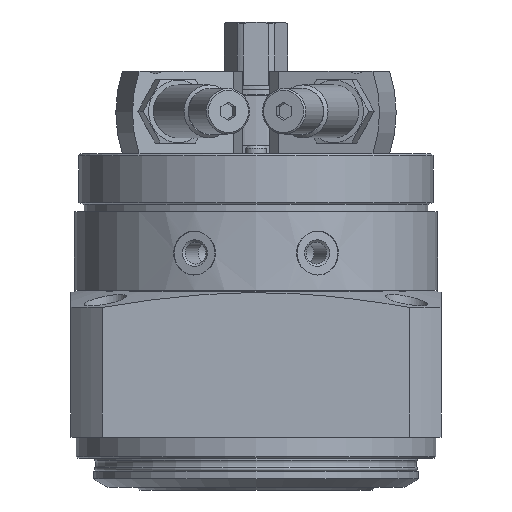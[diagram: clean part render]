
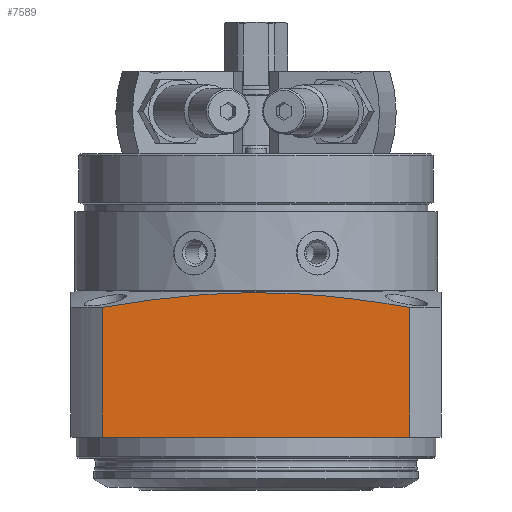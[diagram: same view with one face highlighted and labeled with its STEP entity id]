
A CAD part, front view. The second image highlights one B-rep face of the part: STEP entity #7589.
In plain terms, the highlighted planar face has unit normal (0, -1, 0).
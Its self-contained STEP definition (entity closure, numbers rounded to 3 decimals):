
#101=PLANE('',#8112);
#428=LINE('',#11231,#767);
#429=LINE('',#11233,#768);
#430=LINE('',#11235,#769);
#767=VECTOR('',#9029,1000.);
#768=VECTOR('',#9032,1000.);
#769=VECTOR('',#9033,1000.);
#1104=B_SPLINE_CURVE_WITH_KNOTS('',3,(#11129,#11130,#11131,#11132,#11133,
#11134,#11135,#11136),.UNSPECIFIED.,.F.,.F.,(4,1,1,1,1,4),(0.06,
0.074,0.089,0.096,0.103,
0.118),.UNSPECIFIED.);
#1220=ORIENTED_EDGE('',*,*,#2800,.F.);
#1221=ORIENTED_EDGE('',*,*,#2822,.F.);
#1222=ORIENTED_EDGE('',*,*,#2823,.T.);
#1223=ORIENTED_EDGE('',*,*,#2824,.T.);
#2800=EDGE_CURVE('',#3605,#3606,#1104,.T.);
#2822=EDGE_CURVE('',#3624,#3605,#428,.T.);
#2823=EDGE_CURVE('',#3624,#3625,#429,.T.);
#2824=EDGE_CURVE('',#3625,#3606,#430,.T.);
#3605=VERTEX_POINT('',#11128);
#3606=VERTEX_POINT('',#11137);
#3624=VERTEX_POINT('',#11230);
#3625=VERTEX_POINT('',#11234);
#4627=EDGE_LOOP('',(#1220,#1221,#1222,#1223));
#5384=FACE_BOUND('',#4627,.T.);
#7589=ADVANCED_FACE('',(#5384),#101,.T.);
#8112=AXIS2_PLACEMENT_3D('',#11232,#9030,#9031);
#9029=DIRECTION('',(0.,0.,1.));
#9030=DIRECTION('',(0.,-1.,0.));
#9031=DIRECTION('',(0.,0.,-1.));
#9032=DIRECTION('',(1.,0.,0.));
#9033=DIRECTION('',(0.,0.,1.));
#11128=CARTESIAN_POINT('',(-29.073,-35.,-29.081));
#11129=CARTESIAN_POINT('',(-29.073,-35.,-29.081));
#11130=CARTESIAN_POINT('',(-24.302,-35.,-28.265));
#11131=CARTESIAN_POINT('',(-14.722,-35.,-26.852));
#11132=CARTESIAN_POINT('',(-2.557,-35.,-26.127));
#11133=CARTESIAN_POINT('',(7.313,-35.,-26.405));
#11134=CARTESIAN_POINT('',(17.053,-35.,-27.199));
#11135=CARTESIAN_POINT('',(24.279,-35.,-28.261));
#11136=CARTESIAN_POINT('',(29.073,-35.,-29.081));
#11137=CARTESIAN_POINT('',(29.073,-35.,-29.081));
#11230=CARTESIAN_POINT('',(-29.073,-35.,-53.6));
#11231=CARTESIAN_POINT('',(-29.073,-35.,-53.6));
#11232=CARTESIAN_POINT('',(-29.073,-35.,-53.6));
#11233=CARTESIAN_POINT('',(-29.073,-35.,-53.6));
#11234=CARTESIAN_POINT('',(29.073,-35.,-53.6));
#11235=CARTESIAN_POINT('',(29.073,-35.,-53.6));
